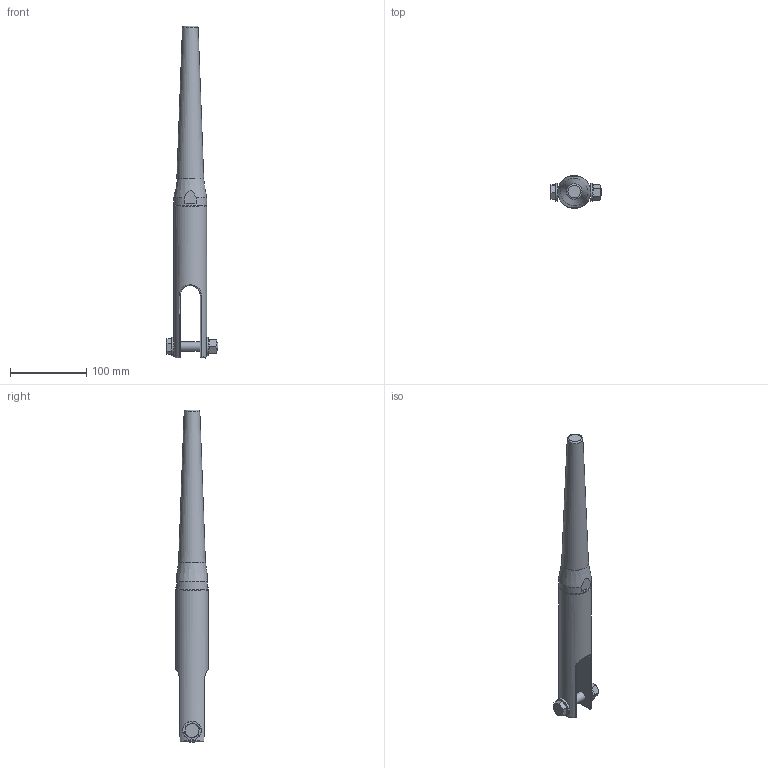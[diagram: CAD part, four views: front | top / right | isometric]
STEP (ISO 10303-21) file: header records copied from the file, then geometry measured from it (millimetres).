
FILE_DESCRIPTION(/* description */ (''),/* implementation_level */ '2;1');
FILE_NAME(/* name */ 'TrustLink Stress Termination Type II-F.stp',/* time_stamp */ '2015-12-08T15:39:44+01:00',/* author */ ('sh'),/* organization */ (''),/* preprocessor_version */ 'ST-DEVELOPER v15.2',/* originating_system */ 'Autodesk Inventor 2014',/* authorisation */ '');
FILE_SCHEMA (('AUTOMOTIVE_DESIGN { 1 0 10303 214 3 1 1 }'));
Length unit declared in the file: millimetre
Products named in the file (1): TrustLink Stress Termination Type II-F
Bounding box: 67.5 x 43 x 435 mm (x, y, z)
Volume: 346120.8 mm3; surface area: 55021.9 mm2
Topology: 1 solids, 1 shells, 69 faces, 154 edges, 94 vertices
Faces by surface type: plane 33, cylinder 18, cone 12, torus 4, bspline 2
Full cylindrical faces by diameter (mm): 12 x2, 16.63 x1, 24 x2, 26 x1, 43 x2
Entity records: 2181 total; most frequent: CARTESIAN_POINT 711, DIRECTION 280, ORIENTED_EDGE 274, EDGE_CURVE 133, AXIS2_PLACEMENT_3D 119, EDGE_LOOP 94, VERTEX_POINT 89, STYLED_ITEM 69
